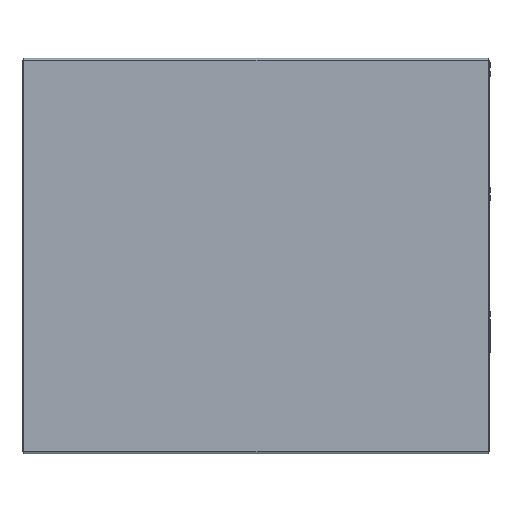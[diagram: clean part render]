
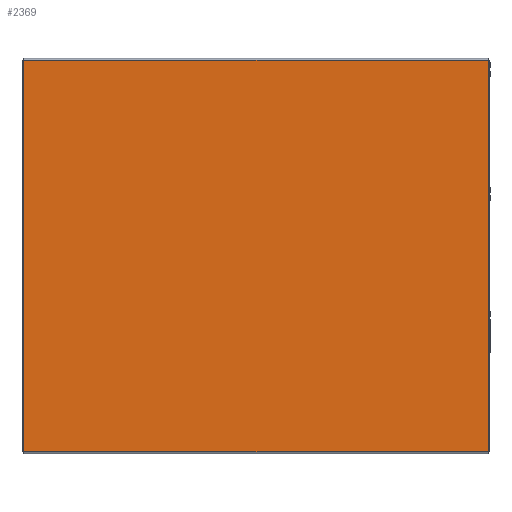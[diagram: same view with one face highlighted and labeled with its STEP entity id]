
A CAD part, top view. The second image highlights one B-rep face of the part: STEP entity #2369.
In plain terms, the highlighted planar face has unit normal (0, 0, 1).
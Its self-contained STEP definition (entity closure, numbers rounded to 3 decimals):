
#38 = DIRECTION ( 'NONE',  ( 0., 0., 1. ) ) ;
#57 = PLANE ( 'NONE',  #1229 ) ;
#153 = EDGE_CURVE ( 'NONE', #395, #490, #388, .T. ) ;
#201 = LINE ( 'NONE', #985, #2145 ) ;
#358 = FACE_OUTER_BOUND ( 'NONE', #1759, .T. ) ;
#373 = VECTOR ( 'NONE', #2038, 1000. ) ;
#388 = LINE ( 'NONE', #1248, #2364 ) ;
#395 = VERTEX_POINT ( 'NONE', #975 ) ;
#402 = LINE ( 'NONE', #699, #373 ) ;
#478 = CARTESIAN_POINT ( 'NONE',  ( 350.5, 295.5, 0. ) ) ;
#490 = VERTEX_POINT ( 'NONE', #1757 ) ;
#679 = EDGE_CURVE ( 'NONE', #2258, #736, #402, .T. ) ;
#699 = CARTESIAN_POINT ( 'NONE',  ( 350.5, -295.5, 0. ) ) ;
#736 = VERTEX_POINT ( 'NONE', #2011 ) ;
#886 = VECTOR ( 'NONE', #2181, 1000. ) ;
#942 = ORIENTED_EDGE ( 'NONE', *, *, #679, .T. ) ;
#975 = CARTESIAN_POINT ( 'NONE',  ( -350.5, 295.5, 0. ) ) ;
#985 = CARTESIAN_POINT ( 'NONE',  ( 350.5, -295.5, 0. ) ) ;
#1024 = EDGE_CURVE ( 'NONE', #490, #2258, #201, .T. ) ;
#1039 = ORIENTED_EDGE ( 'NONE', *, *, #1234, .T. ) ;
#1192 = CARTESIAN_POINT ( 'NONE',  ( 0., 0., 0. ) ) ;
#1208 = ORIENTED_EDGE ( 'NONE', *, *, #153, .T. ) ;
#1229 = AXIS2_PLACEMENT_3D ( 'NONE', #1192, #38, #2131 ) ;
#1234 = EDGE_CURVE ( 'NONE', #736, #395, #1793, .T. ) ;
#1248 = CARTESIAN_POINT ( 'NONE',  ( -350.5, -295.5, 0. ) ) ;
#1439 = CARTESIAN_POINT ( 'NONE',  ( 350.5, -295.5, 0. ) ) ;
#1757 = CARTESIAN_POINT ( 'NONE',  ( -350.5, -295.5, 0. ) ) ;
#1759 = EDGE_LOOP ( 'NONE', ( #1208, #2421, #942, #1039 ) ) ;
#1793 = LINE ( 'NONE', #478, #886 ) ;
#2011 = CARTESIAN_POINT ( 'NONE',  ( 350.5, 295.5, 0. ) ) ;
#2038 = DIRECTION ( 'NONE',  ( 0., 1., 0. ) ) ;
#2131 = DIRECTION ( 'NONE',  ( 1., 0., 0. ) ) ;
#2145 = VECTOR ( 'NONE', #2288, 1000. ) ;
#2181 = DIRECTION ( 'NONE',  ( -1., 0., 0. ) ) ;
#2207 = DIRECTION ( 'NONE',  ( 0., -1., 0. ) ) ;
#2258 = VERTEX_POINT ( 'NONE', #1439 ) ;
#2288 = DIRECTION ( 'NONE',  ( 1., 0., 0. ) ) ;
#2364 = VECTOR ( 'NONE', #2207, 1000. ) ;
#2369 = ADVANCED_FACE ( 'NONE', ( #358 ), #57, .T. ) ;
#2421 = ORIENTED_EDGE ( 'NONE', *, *, #1024, .T. ) ;
